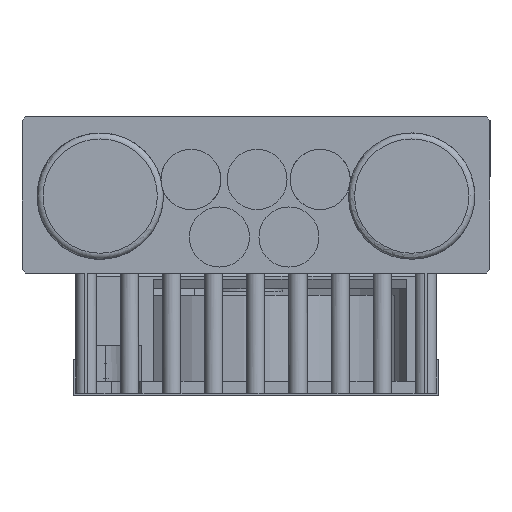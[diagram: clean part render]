
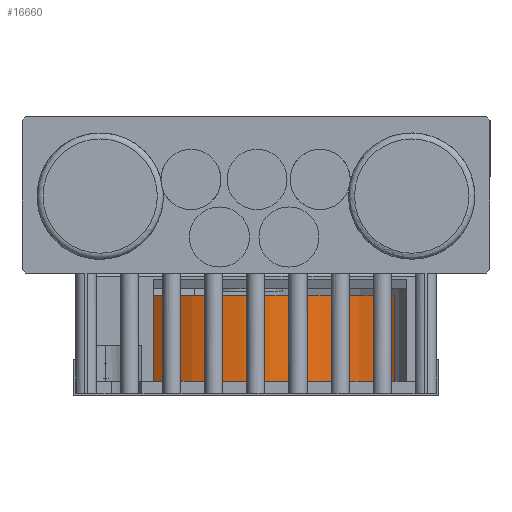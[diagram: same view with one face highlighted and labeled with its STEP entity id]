
A CAD part, left-side view. The second image highlights one B-rep face of the part: STEP entity #16660.
In plain terms, the highlighted cylindrical face has radius 12.5 mm (diameter 25 mm), a full revolution.
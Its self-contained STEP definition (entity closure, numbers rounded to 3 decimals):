
#2260=LINE('',#30279,#3735);
#3735=VECTOR('',#22204,12.5);
#3938=CYLINDRICAL_SURFACE('',#18029,12.5);
#4897=FACE_OUTER_BOUND('',#5859,.T.);
#5859=EDGE_LOOP('',(#15267,#15268,#15269,#15270));
#6428=CIRCLE('',#18028,12.5);
#6429=CIRCLE('',#18030,12.5);
#7988=VERTEX_POINT('',#30275);
#7989=VERTEX_POINT('',#30278);
#10416=EDGE_CURVE('',#7988,#7988,#6428,.T.);
#10417=EDGE_CURVE('',#7988,#7989,#2260,.T.);
#10418=EDGE_CURVE('',#7989,#7989,#6429,.T.);
#15267=ORIENTED_EDGE('',*,*,#10416,.T.);
#15268=ORIENTED_EDGE('',*,*,#10417,.T.);
#15269=ORIENTED_EDGE('',*,*,#10418,.F.);
#15270=ORIENTED_EDGE('',*,*,#10417,.F.);
#16660=ADVANCED_FACE('',(#4897),#3938,.T.);
#18028=AXIS2_PLACEMENT_3D('',#30276,#22200,#22201);
#18029=AXIS2_PLACEMENT_3D('',#30277,#22202,#22203);
#18030=AXIS2_PLACEMENT_3D('',#30280,#22205,#22206);
#22200=DIRECTION('center_axis',(0.,0.,
-1.));
#22201=DIRECTION('ref_axis',(-1.,0.,0.));
#22202=DIRECTION('center_axis',(0.,0.,
1.));
#22203=DIRECTION('ref_axis',(1.,0.,0.));
#22204=DIRECTION('',(0.,0.,-1.));
#22205=DIRECTION('center_axis',(0.,0.,
-1.));
#22206=DIRECTION('ref_axis',(1.,0.,0.));
#30275=CARTESIAN_POINT('',(5.931,30.193,-14.85));
#30276=CARTESIAN_POINT('Origin',(18.431,30.193,-14.85));
#30277=CARTESIAN_POINT('Origin',(18.431,30.193,-15.35));
#30278=CARTESIAN_POINT('',(5.931,30.193,-22.3));
#30279=CARTESIAN_POINT('',(5.931,30.193,-15.35));
#30280=CARTESIAN_POINT('Origin',(18.431,30.193,-22.3));
